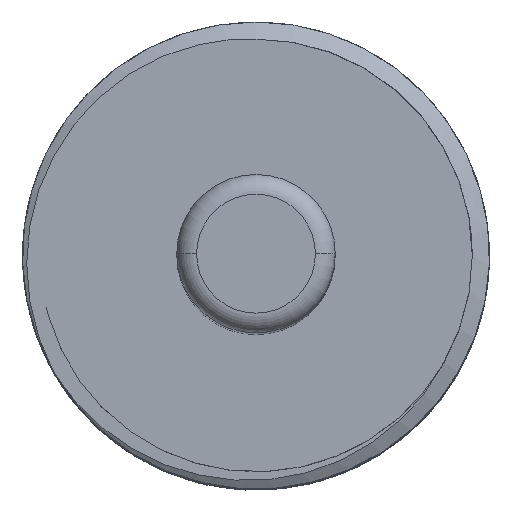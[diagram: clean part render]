
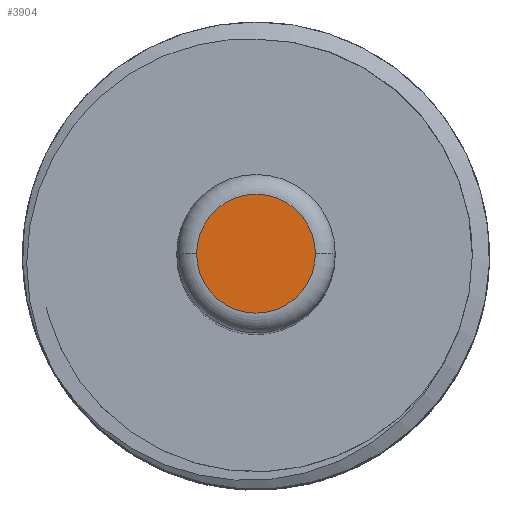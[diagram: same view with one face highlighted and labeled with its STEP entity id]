
A CAD part, top view. The second image highlights one B-rep face of the part: STEP entity #3904.
In plain terms, the highlighted planar face has unit normal (0, 0, 1).
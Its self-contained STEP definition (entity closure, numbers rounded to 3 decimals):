
#183 = CIRCLE ( 'NONE', #1555, 3. ) ;
#185 = CARTESIAN_POINT ( 'NONE',  ( 0., 0., 142. ) ) ;
#839 = AXIS2_PLACEMENT_3D ( 'NONE', #4193, #1527, #4643 ) ;
#976 = EDGE_CURVE ( 'NONE', #2053, #1929, #183, .T. ) ;
#1237 = ORIENTED_EDGE ( 'NONE', *, *, #3902, .T. ) ;
#1298 = FACE_OUTER_BOUND ( 'NONE', #2899, .T. ) ;
#1512 = DIRECTION ( 'NONE',  ( 0., 0., 1. ) ) ;
#1527 = DIRECTION ( 'NONE',  ( 0., 0., 1. ) ) ;
#1555 = AXIS2_PLACEMENT_3D ( 'NONE', #4183, #1512, #4622 ) ;
#1929 = VERTEX_POINT ( 'NONE', #2737 ) ;
#1987 = DIRECTION ( 'NONE',  ( 0., 0., 1. ) ) ;
#2053 = VERTEX_POINT ( 'NONE', #4140 ) ;
#2737 = CARTESIAN_POINT ( 'NONE',  ( -3., 0., 142. ) ) ;
#2899 = EDGE_LOOP ( 'NONE', ( #4130, #1237 ) ) ;
#3658 = CIRCLE ( 'NONE', #839, 3. ) ;
#3736 = PLANE ( 'NONE',  #5342 ) ;
#3902 = EDGE_CURVE ( 'NONE', #1929, #2053, #3658, .T. ) ;
#3904 = ADVANCED_FACE ( 'NONE', ( #1298 ), #3736, .T. ) ;
#4130 = ORIENTED_EDGE ( 'NONE', *, *, #976, .T. ) ;
#4140 = CARTESIAN_POINT ( 'NONE',  ( 3., 0., 142. ) ) ;
#4183 = CARTESIAN_POINT ( 'NONE',  ( 0., 0., 142. ) ) ;
#4193 = CARTESIAN_POINT ( 'NONE',  ( 0., 0., 142. ) ) ;
#4622 = DIRECTION ( 'NONE',  ( 1., 0., 0. ) ) ;
#4643 = DIRECTION ( 'NONE',  ( 1., 0., 0. ) ) ;
#5108 = DIRECTION ( 'NONE',  ( 1., 0., 0. ) ) ;
#5342 = AXIS2_PLACEMENT_3D ( 'NONE', #185, #1987, #5108 ) ;
